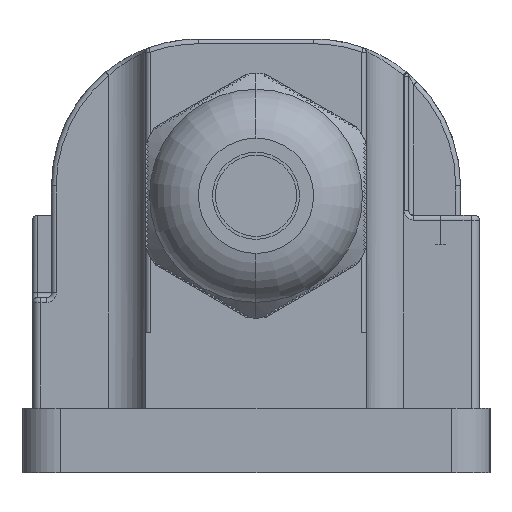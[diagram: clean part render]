
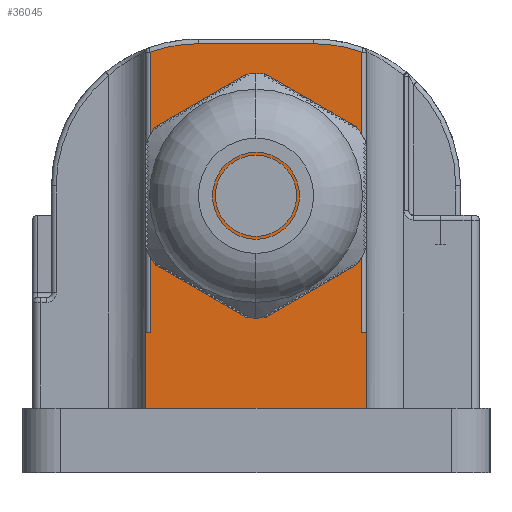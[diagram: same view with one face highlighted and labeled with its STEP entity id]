
A CAD part, left-side view. The second image highlights one B-rep face of the part: STEP entity #36045.
In plain terms, the highlighted planar face has unit normal (-1, 0, 0).
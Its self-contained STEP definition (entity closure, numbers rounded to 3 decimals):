
#364 = CARTESIAN_POINT ( 'NONE',  ( -40.627, 26.49, 48.982 ) ) ;
#1515 = DIRECTION ( 'NONE',  ( 0., 0., 1. ) ) ;
#1660 = EDGE_CURVE ( 'NONE', #16702, #9278, #44839, .T. ) ;
#2028 = ORIENTED_EDGE ( 'NONE', *, *, #1660, .F. ) ;
#2740 = LINE ( 'NONE', #17551, #25048 ) ;
#2837 = ORIENTED_EDGE ( 'NONE', *, *, #12900, .T. ) ;
#4528 = VECTOR ( 'NONE', #1515, 1000. ) ;
#4645 = CARTESIAN_POINT ( 'NONE',  ( -40.627, 31.697, 17.74 ) ) ;
#5116 = VERTEX_POINT ( 'NONE', #47610 ) ;
#5770 = VECTOR ( 'NONE', #43279, 1000. ) ;
#6219 = VECTOR ( 'NONE', #29101, 1000. ) ;
#6414 = DIRECTION ( 'NONE',  ( -1., 0., 0. ) ) ;
#8272 = VECTOR ( 'NONE', #22587, 1000. ) ;
#8570 = VERTEX_POINT ( 'NONE', #4645 ) ;
#8677 = VERTEX_POINT ( 'NONE', #13983 ) ;
#9278 = VERTEX_POINT ( 'NONE', #21260 ) ;
#9306 = VERTEX_POINT ( 'NONE', #364 ) ;
#10555 = DIRECTION ( 'NONE',  ( 0., 1., 0. ) ) ;
#10969 = DIRECTION ( 'NONE',  ( -1., 0., 0. ) ) ;
#11509 = CARTESIAN_POINT ( 'NONE',  ( -40.627, 31.697, 48.073 ) ) ;
#11706 = VECTOR ( 'NONE', #51083, 1000. ) ;
#12900 = EDGE_CURVE ( 'NONE', #5116, #8677, #34241, .T. ) ;
#12982 = VERTEX_POINT ( 'NONE', #36086 ) ;
#13305 = VECTOR ( 'NONE', #18809, 1000. ) ;
#13983 = CARTESIAN_POINT ( 'NONE',  ( -40.627, 8.329, 9.598 ) ) ;
#15026 = ORIENTED_EDGE ( 'NONE', *, *, #43006, .T. ) ;
#15801 = DIRECTION ( 'NONE',  ( -1., 0., 0. ) ) ;
#16261 = ORIENTED_EDGE ( 'NONE', *, *, #52452, .F. ) ;
#16659 = EDGE_LOOP ( 'NONE', ( #16261, #2837, #39859, #2028, #28699, #38967, #20644, #15026, #24647, #32494 ) ) ;
#16702 = VERTEX_POINT ( 'NONE', #45604 ) ;
#17551 = CARTESIAN_POINT ( 'NONE',  ( -40.627, 31.697, 49.49 ) ) ;
#18088 = AXIS2_PLACEMENT_3D ( 'NONE', #40654, #15801, #44764 ) ;
#18809 = DIRECTION ( 'NONE',  ( 0., -1., 0. ) ) ;
#19816 = PLANE ( 'NONE',  #18088 ) ;
#20644 = ORIENTED_EDGE ( 'NONE', *, *, #39836, .T. ) ;
#21260 = CARTESIAN_POINT ( 'NONE',  ( -40.627, 8.329, 17.74 ) ) ;
#21311 = VERTEX_POINT ( 'NONE', #52386 ) ;
#21934 = AXIS2_PLACEMENT_3D ( 'NONE', #31499, #6414, #35676 ) ;
#22232 = VECTOR ( 'NONE', #10555, 1000. ) ;
#22587 = DIRECTION ( 'NONE',  ( 0., -1., 0. ) ) ;
#24647 = ORIENTED_EDGE ( 'NONE', *, *, #38648, .T. ) ;
#25048 = VECTOR ( 'NONE', #46443, 1000. ) ;
#28144 = LINE ( 'NONE', #39084, #4528 ) ;
#28543 = LINE ( 'NONE', #45449, #6219 ) ;
#28699 = ORIENTED_EDGE ( 'NONE', *, *, #30622, .T. ) ;
#29002 = CARTESIAN_POINT ( 'NONE',  ( -40.627, 41.196, 17.74 ) ) ;
#29101 = DIRECTION ( 'NONE',  ( 0., 0., 1. ) ) ;
#30622 = EDGE_CURVE ( 'NONE', #16702, #12982, #28543, .T. ) ;
#30675 = CARTESIAN_POINT ( 'NONE',  ( -40.627, 32.205, 17.74 ) ) ;
#31286 = CIRCLE ( 'NONE', #21934, 15.367 ) ;
#31499 = CARTESIAN_POINT ( 'NONE',  ( -40.627, 14.044, 33.615 ) ) ;
#32494 = ORIENTED_EDGE ( 'NONE', *, *, #50594, .F. ) ;
#33314 = LINE ( 'NONE', #51835, #22232 ) ;
#34241 = LINE ( 'NONE', #39457, #13305 ) ;
#35676 = DIRECTION ( 'NONE',  ( 0., 0., -1. ) ) ;
#35948 = EDGE_CURVE ( 'NONE', #12982, #21311, #31286, .T. ) ;
#36027 = CARTESIAN_POINT ( 'NONE',  ( -40.627, 26.49, 33.615 ) ) ;
#36045 = ADVANCED_FACE ( 'NONE', ( #43545 ), #19816, .T. ) ;
#36086 = CARTESIAN_POINT ( 'NONE',  ( -40.627, 8.837, 48.073 ) ) ;
#37771 = LINE ( 'NONE', #39203, #5770 ) ;
#38500 = VERTEX_POINT ( 'NONE', #11509 ) ;
#38648 = EDGE_CURVE ( 'NONE', #38500, #8570, #2740, .T. ) ;
#38967 = ORIENTED_EDGE ( 'NONE', *, *, #35948, .T. ) ;
#39084 = CARTESIAN_POINT ( 'NONE',  ( -40.627, 32.205, -9.849 ) ) ;
#39203 = CARTESIAN_POINT ( 'NONE',  ( -40.627, 8.329, -9.849 ) ) ;
#39457 = CARTESIAN_POINT ( 'NONE',  ( -40.627, 41.387, 9.598 ) ) ;
#39836 = EDGE_CURVE ( 'NONE', #21311, #9306, #33314, .T. ) ;
#39859 = ORIENTED_EDGE ( 'NONE', *, *, #45984, .T. ) ;
#40107 = DIRECTION ( 'NONE',  ( 0., 0., -1. ) ) ;
#40654 = CARTESIAN_POINT ( 'NONE',  ( -40.627, 41.196, 5.24 ) ) ;
#43006 = EDGE_CURVE ( 'NONE', #9306, #38500, #48020, .T. ) ;
#43279 = DIRECTION ( 'NONE',  ( 0., 0., 1. ) ) ;
#43545 = FACE_OUTER_BOUND ( 'NONE', #16659, .T. ) ;
#44764 = DIRECTION ( 'NONE',  ( 0., 0., 1. ) ) ;
#44839 = LINE ( 'NONE', #29002, #11706 ) ;
#45449 = CARTESIAN_POINT ( 'NONE',  ( -40.627, 8.837, 49.49 ) ) ;
#45604 = CARTESIAN_POINT ( 'NONE',  ( -40.627, 8.837, 17.74 ) ) ;
#45984 = EDGE_CURVE ( 'NONE', #8677, #9278, #37771, .T. ) ;
#46443 = DIRECTION ( 'NONE',  ( 0., 0., -1. ) ) ;
#47054 = CARTESIAN_POINT ( 'NONE',  ( -40.627, 41.196, 17.74 ) ) ;
#47610 = CARTESIAN_POINT ( 'NONE',  ( -40.627, 32.205, 9.598 ) ) ;
#48020 = CIRCLE ( 'NONE', #52732, 15.367 ) ;
#50594 = EDGE_CURVE ( 'NONE', #53421, #8570, #51042, .T. ) ;
#51042 = LINE ( 'NONE', #47054, #8272 ) ;
#51083 = DIRECTION ( 'NONE',  ( 0., -1., 0. ) ) ;
#51835 = CARTESIAN_POINT ( 'NONE',  ( -40.627, 26.49, 48.982 ) ) ;
#52386 = CARTESIAN_POINT ( 'NONE',  ( -40.627, 14.044, 48.982 ) ) ;
#52452 = EDGE_CURVE ( 'NONE', #5116, #53421, #28144, .T. ) ;
#52732 = AXIS2_PLACEMENT_3D ( 'NONE', #36027, #10969, #40107 ) ;
#53421 = VERTEX_POINT ( 'NONE', #30675 ) ;
